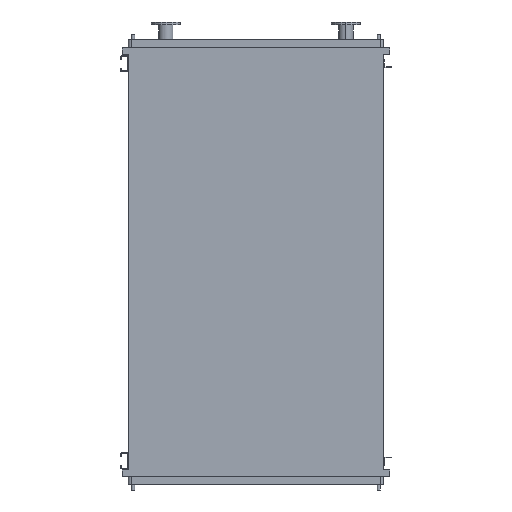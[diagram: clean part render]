
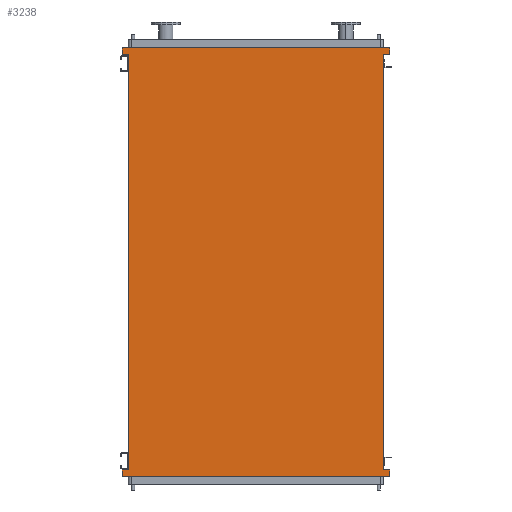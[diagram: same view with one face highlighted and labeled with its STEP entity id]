
A CAD part, front view. The second image highlights one B-rep face of the part: STEP entity #3238.
In plain terms, the highlighted planar face has unit normal (0, -1, 0).
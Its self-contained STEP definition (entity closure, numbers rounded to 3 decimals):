
#68 = CARTESIAN_POINT ( 'NONE',  ( 965., 0., -3093. ) ) ;
#146 = EDGE_CURVE ( 'NONE', #3544, #955, #12517, .T. ) ;
#391 = CARTESIAN_POINT ( 'NONE',  ( -1011., 0., -3145. ) ) ;
#532 = CARTESIAN_POINT ( 'NONE',  ( 1011., 0., 95. ) ) ;
#553 = LINE ( 'NONE', #5348, #1024 ) ;
#879 = DIRECTION ( 'NONE',  ( 1., 0., 0. ) ) ;
#955 = VERTEX_POINT ( 'NONE', #12374 ) ;
#1024 = VECTOR ( 'NONE', #1318, 1000. ) ;
#1285 = DIRECTION ( 'NONE',  ( 0., 0., 1. ) ) ;
#1318 = DIRECTION ( 'NONE',  ( 0., 0., 1. ) ) ;
#1399 = EDGE_CURVE ( 'NONE', #2597, #4122, #9920, .T. ) ;
#1450 = VECTOR ( 'NONE', #11652, 1000. ) ;
#1502 = CARTESIAN_POINT ( 'NONE',  ( 1011., 0., 43. ) ) ;
#1545 = CARTESIAN_POINT ( 'NONE',  ( -1011., 0., 43. ) ) ;
#1550 = DIRECTION ( 'NONE',  ( 0., -1., 0. ) ) ;
#1562 = VERTEX_POINT ( 'NONE', #1545 ) ;
#1671 = EDGE_CURVE ( 'NONE', #955, #1857, #3173, .T. ) ;
#1815 = VECTOR ( 'NONE', #1285, 1000. ) ;
#1844 = VECTOR ( 'NONE', #10985, 1000. ) ;
#1857 = VERTEX_POINT ( 'NONE', #3555 ) ;
#1911 = DIRECTION ( 'NONE',  ( 0., 0., -1. ) ) ;
#1924 = LINE ( 'NONE', #2888, #2829 ) ;
#2304 = CARTESIAN_POINT ( 'NONE',  ( -965., 0., -3050. ) ) ;
#2420 = ORIENTED_EDGE ( 'NONE', *, *, #3509, .F. ) ;
#2597 = VERTEX_POINT ( 'NONE', #532 ) ;
#2814 = CARTESIAN_POINT ( 'NONE',  ( -1011., 0., -3093. ) ) ;
#2829 = VECTOR ( 'NONE', #5774, 1000. ) ;
#2888 = CARTESIAN_POINT ( 'NONE',  ( 965., 0., -3050. ) ) ;
#3001 = VECTOR ( 'NONE', #8502, 1000. ) ;
#3044 = AXIS2_PLACEMENT_3D ( 'NONE', #10311, #1550, #9354 ) ;
#3173 = LINE ( 'NONE', #7007, #4088 ) ;
#3238 = ADVANCED_FACE ( 'NONE', ( #7180 ), #5324, .T. ) ;
#3260 = LINE ( 'NONE', #2304, #1815 ) ;
#3509 = EDGE_CURVE ( 'NONE', #4122, #5693, #4085, .T. ) ;
#3544 = VERTEX_POINT ( 'NONE', #68 ) ;
#3555 = CARTESIAN_POINT ( 'NONE',  ( 1011., 0., -3145. ) ) ;
#3636 = VERTEX_POINT ( 'NONE', #391 ) ;
#3650 = EDGE_CURVE ( 'NONE', #7325, #5990, #3260, .T. ) ;
#3678 = VECTOR ( 'NONE', #10444, 1000. ) ;
#3696 = CARTESIAN_POINT ( 'NONE',  ( 1011., 0., -3145. ) ) ;
#3718 = EDGE_CURVE ( 'NONE', #5990, #1562, #6426, .T. ) ;
#3781 = CARTESIAN_POINT ( 'NONE',  ( 1011., 0., 95. ) ) ;
#3814 = LINE ( 'NONE', #3696, #7985 ) ;
#4066 = VECTOR ( 'NONE', #5822, 1000. ) ;
#4085 = LINE ( 'NONE', #5035, #4066 ) ;
#4088 = VECTOR ( 'NONE', #1911, 1000. ) ;
#4122 = VERTEX_POINT ( 'NONE', #1502 ) ;
#4197 = VERTEX_POINT ( 'NONE', #9102 ) ;
#4290 = LINE ( 'NONE', #9521, #3001 ) ;
#4295 = ORIENTED_EDGE ( 'NONE', *, *, #6184, .F. ) ;
#4425 = EDGE_CURVE ( 'NONE', #4197, #7325, #11580, .T. ) ;
#4502 = EDGE_CURVE ( 'NONE', #3636, #4197, #553, .T. ) ;
#4708 = CARTESIAN_POINT ( 'NONE',  ( 965., 0., -3093. ) ) ;
#4829 = CARTESIAN_POINT ( 'NONE',  ( -1011., 0., 95. ) ) ;
#4887 = VECTOR ( 'NONE', #879, 1000. ) ;
#4947 = ORIENTED_EDGE ( 'NONE', *, *, #10831, .F. ) ;
#4970 = ORIENTED_EDGE ( 'NONE', *, *, #7407, .F. ) ;
#5035 = CARTESIAN_POINT ( 'NONE',  ( 965., 0., 43. ) ) ;
#5120 = ORIENTED_EDGE ( 'NONE', *, *, #146, .F. ) ;
#5272 = DIRECTION ( 'NONE',  ( -1., 0., 0. ) ) ;
#5324 = PLANE ( 'NONE',  #3044 ) ;
#5348 = CARTESIAN_POINT ( 'NONE',  ( -1011., 0., -3145. ) ) ;
#5693 = VERTEX_POINT ( 'NONE', #9336 ) ;
#5774 = DIRECTION ( 'NONE',  ( 0., 0., 1. ) ) ;
#5822 = DIRECTION ( 'NONE',  ( -1., 0., 0. ) ) ;
#5900 = VECTOR ( 'NONE', #5272, 1000. ) ;
#5990 = VERTEX_POINT ( 'NONE', #8973 ) ;
#5993 = ORIENTED_EDGE ( 'NONE', *, *, #3718, .F. ) ;
#6184 = EDGE_CURVE ( 'NONE', #11677, #2597, #6534, .T. ) ;
#6426 = LINE ( 'NONE', #10330, #5900 ) ;
#6534 = LINE ( 'NONE', #3781, #3678 ) ;
#7007 = CARTESIAN_POINT ( 'NONE',  ( 1011., 0., -3093. ) ) ;
#7055 = ORIENTED_EDGE ( 'NONE', *, *, #4425, .F. ) ;
#7180 = FACE_OUTER_BOUND ( 'NONE', #11446, .T. ) ;
#7325 = VERTEX_POINT ( 'NONE', #10237 ) ;
#7407 = EDGE_CURVE ( 'NONE', #1857, #3636, #3814, .T. ) ;
#7603 = DIRECTION ( 'NONE',  ( -1., 0., 0. ) ) ;
#7870 = CARTESIAN_POINT ( 'NONE',  ( 1011., 0., 43. ) ) ;
#7985 = VECTOR ( 'NONE', #7603, 1000. ) ;
#8502 = DIRECTION ( 'NONE',  ( 0., 0., 1. ) ) ;
#8873 = ORIENTED_EDGE ( 'NONE', *, *, #12119, .T. ) ;
#8973 = CARTESIAN_POINT ( 'NONE',  ( -965., 0., 43. ) ) ;
#9080 = ORIENTED_EDGE ( 'NONE', *, *, #3650, .F. ) ;
#9102 = CARTESIAN_POINT ( 'NONE',  ( -1011., 0., -3093. ) ) ;
#9336 = CARTESIAN_POINT ( 'NONE',  ( 965., 0., 43. ) ) ;
#9354 = DIRECTION ( 'NONE',  ( 0., 0., -1. ) ) ;
#9521 = CARTESIAN_POINT ( 'NONE',  ( -1011., 0., 95. ) ) ;
#9920 = LINE ( 'NONE', #7870, #1450 ) ;
#10237 = CARTESIAN_POINT ( 'NONE',  ( -965., 0., -3093. ) ) ;
#10311 = CARTESIAN_POINT ( 'NONE',  ( -965., 0., -3050. ) ) ;
#10330 = CARTESIAN_POINT ( 'NONE',  ( -1011., 0., 43. ) ) ;
#10444 = DIRECTION ( 'NONE',  ( 1., 0., 0. ) ) ;
#10831 = EDGE_CURVE ( 'NONE', #1562, #11677, #4290, .T. ) ;
#10985 = DIRECTION ( 'NONE',  ( 1., 0., 0. ) ) ;
#11127 = ORIENTED_EDGE ( 'NONE', *, *, #4502, .F. ) ;
#11446 = EDGE_LOOP ( 'NONE', ( #8873, #2420, #12025, #4295, #4947, #5993, #9080, #7055, #11127, #4970, #12594, #5120 ) ) ;
#11580 = LINE ( 'NONE', #2814, #1844 ) ;
#11652 = DIRECTION ( 'NONE',  ( 0., 0., -1. ) ) ;
#11677 = VERTEX_POINT ( 'NONE', #4829 ) ;
#12025 = ORIENTED_EDGE ( 'NONE', *, *, #1399, .F. ) ;
#12119 = EDGE_CURVE ( 'NONE', #3544, #5693, #1924, .T. ) ;
#12374 = CARTESIAN_POINT ( 'NONE',  ( 1011., 0., -3093. ) ) ;
#12517 = LINE ( 'NONE', #4708, #4887 ) ;
#12594 = ORIENTED_EDGE ( 'NONE', *, *, #1671, .F. ) ;
